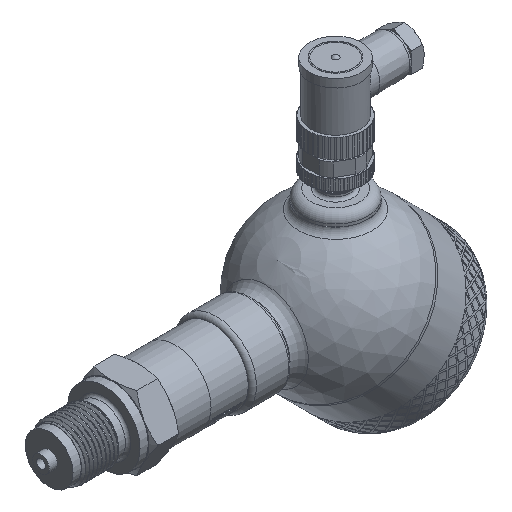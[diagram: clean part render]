
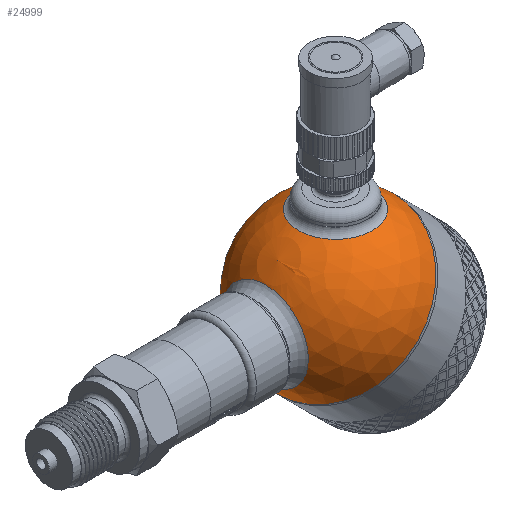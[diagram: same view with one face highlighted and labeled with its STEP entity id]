
A CAD part, isometric view. The second image highlights one B-rep face of the part: STEP entity #24999.
In plain terms, the highlighted spherical face has radius 30 mm.
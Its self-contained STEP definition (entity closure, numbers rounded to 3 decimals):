
#36=SPHERICAL_SURFACE('',#26525,30.);
#113=FACE_BOUND('',#3385,.T.);
#114=FACE_BOUND('',#3386,.T.);
#1752=FACE_OUTER_BOUND('',#3384,.T.);
#3384=EDGE_LOOP('',(#17958,#17959,#17960,#17961));
#3385=EDGE_LOOP('',(#17962));
#3386=EDGE_LOOP('',(#17963));
#4876=CIRCLE('',#26447,30.);
#4877=CIRCLE('',#26448,30.);
#4904=CIRCLE('',#26521,13.5);
#4907=CIRCLE('',#26526,30.);
#4908=CIRCLE('',#26527,15.643);
#9557=VERTEX_POINT('',#34537);
#9558=VERTEX_POINT('',#34539);
#10057=VERTEX_POINT('',#40926);
#10059=VERTEX_POINT('',#40933);
#10060=VERTEX_POINT('',#40935);
#12261=EDGE_CURVE('',#9557,#9558,#4876,.T.);
#12262=EDGE_CURVE('',#9558,#9557,#4877,.T.);
#13013=EDGE_CURVE('',#10057,#10057,#4904,.T.);
#13016=EDGE_CURVE('',#9558,#10059,#4907,.T.);
#13017=EDGE_CURVE('',#10060,#10060,#4908,.T.);
#17958=ORIENTED_EDGE('',*,*,#12262,.F.);
#17959=ORIENTED_EDGE('',*,*,#13016,.T.);
#17960=ORIENTED_EDGE('',*,*,#13016,.F.);
#17961=ORIENTED_EDGE('',*,*,#12261,.F.);
#17962=ORIENTED_EDGE('',*,*,#13017,.F.);
#17963=ORIENTED_EDGE('',*,*,#13013,.F.);
#24999=ADVANCED_FACE('',(#1752,#113,#114),#36,.T.);
#26447=AXIS2_PLACEMENT_3D('',#34540,#28125,#28126);
#26448=AXIS2_PLACEMENT_3D('',#34541,#28127,#28128);
#26521=AXIS2_PLACEMENT_3D('',#40927,#28537,#28538);
#26525=AXIS2_PLACEMENT_3D('',#40932,#28545,#28546);
#26526=AXIS2_PLACEMENT_3D('',#40934,#28547,#28548);
#26527=AXIS2_PLACEMENT_3D('',#40936,#28549,#28550);
#28125=DIRECTION('center_axis',(1.,0.,0.));
#28126=DIRECTION('ref_axis',(0.,1.,0.));
#28127=DIRECTION('center_axis',(1.,0.,0.));
#28128=DIRECTION('ref_axis',(0.,1.,0.));
#28537=DIRECTION('center_axis',(-0.707,0.,-0.707));
#28538=DIRECTION('ref_axis',(-0.707,0.,0.707));
#28545=DIRECTION('center_axis',(1.,0.,0.));
#28546=DIRECTION('ref_axis',(0.,-1.,0.));
#28547=DIRECTION('center_axis',(0.,0.,1.));
#28548=DIRECTION('ref_axis',(0.,1.,0.));
#28549=DIRECTION('center_axis',(-0.707,0.,0.707));
#28550=DIRECTION('ref_axis',(0.707,0.,0.707));
#34537=CARTESIAN_POINT('',(0.,-30.,0.));
#34539=CARTESIAN_POINT('',(0.,30.,0.));
#34540=CARTESIAN_POINT('Origin',(0.,0.,0.));
#34541=CARTESIAN_POINT('Origin',(0.,0.,0.));
#40926=CARTESIAN_POINT('',(-9.398,0.,-28.49));
#40927=CARTESIAN_POINT('Origin',(-18.944,0.,-18.944));
#40932=CARTESIAN_POINT('Origin',(0.,0.,0.));
#40933=CARTESIAN_POINT('',(-30.,0.,0.));
#40934=CARTESIAN_POINT('Origin',(0.,0.,0.));
#40935=CARTESIAN_POINT('',(-29.162,0.,7.04));
#40936=CARTESIAN_POINT('Origin',(-18.101,0.,18.101));
